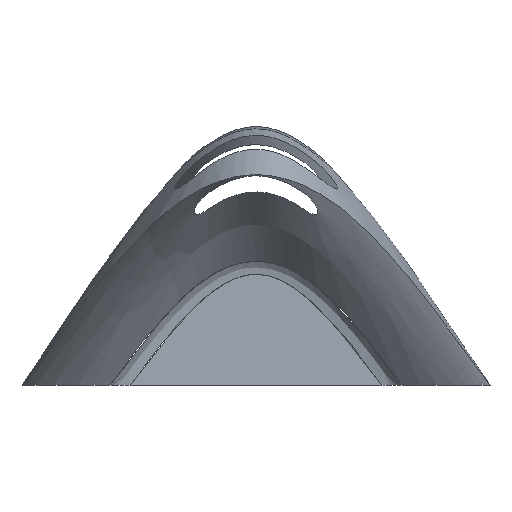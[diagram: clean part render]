
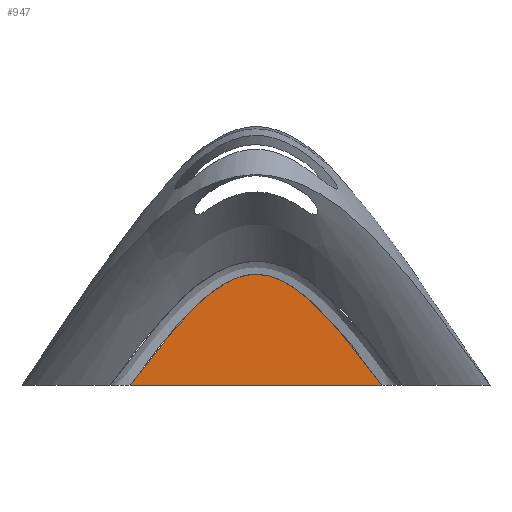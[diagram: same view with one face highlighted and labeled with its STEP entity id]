
A CAD part, left-side view. The second image highlights one B-rep face of the part: STEP entity #947.
In plain terms, the highlighted free-form (B-spline) face has degree [1, 1] with [2, 2] control points.
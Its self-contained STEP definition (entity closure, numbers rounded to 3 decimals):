
#947 = ADVANCED_FACE('',(#948),#1012,.T.);
#948 = FACE_BOUND('',#949,.T.);
#949 = EDGE_LOOP('',(#950,#959));
#950 = ORIENTED_EDGE('',*,*,#951,.T.);
#951 = EDGE_CURVE('',#952,#954,#956,.T.);
#952 = VERTEX_POINT('',#953);
#953 = CARTESIAN_POINT('',(156.881,-39.191,0.));
#954 = VERTEX_POINT('',#955);
#955 = CARTESIAN_POINT('',(156.881,39.191,0.));
#956 = B_SPLINE_CURVE_WITH_KNOTS('',1,(#957,#958),.UNSPECIFIED.,.F.,.F.,
  (2,2),(0.,91.431),.PIECEWISE_BEZIER_KNOTS.);
#957 = CARTESIAN_POINT('',(156.881,-39.191,0.));
#958 = CARTESIAN_POINT('',(156.881,39.191,0.));
#959 = ORIENTED_EDGE('',*,*,#960,.T.);
#960 = EDGE_CURVE('',#954,#952,#961,.T.);
#961 = B_SPLINE_CURVE_WITH_KNOTS('',3,(#962,#963,#964,#965,#966,#967,
    #968,#969,#970,#971,#972,#973,#974,#975,#976,#977,#978,#979,#980,
    #981,#982,#983,#984,#985,#986,#987,#988,#989,#990,#991,#992,#993,
    #994,#995,#996,#997,#998,#999,#1000,#1001,#1002,#1003,#1004,#1005,
    #1006,#1007,#1008,#1009,#1010,#1011),.UNSPECIFIED.,.F.,.F.,(4,2,2,2,
    2,2,2,2,2,2,2,2,2,2,2,2,2,2,2,2,2,2,2,2,4),(0.,0.016,
    0.024,0.031,0.039,
    0.043,0.047,0.051,
    0.055,0.057,0.059,
    0.061,0.063,0.067,
    0.071,0.073,0.075,
    0.079,0.083,0.085,
    0.087,0.094,0.102,0.11,
    0.126),.UNSPECIFIED.);
#962 = CARTESIAN_POINT('',(156.881,39.191,0.));
#963 = CARTESIAN_POINT('',(156.881,36.577,
    3.657));
#964 = CARTESIAN_POINT('',(156.881,33.909,
    7.273));
#965 = CARTESIAN_POINT('',(156.881,29.75,
    12.574));
#966 = CARTESIAN_POINT('',(156.881,28.337,
    14.32));
#967 = CARTESIAN_POINT('',(156.881,25.434,
    17.753));
#968 = CARTESIAN_POINT('',(156.881,23.945,
    19.438));
#969 = CARTESIAN_POINT('',(156.881,20.875,
    22.7));
#970 = CARTESIAN_POINT('',(156.881,19.292,
    24.279));
#971 = CARTESIAN_POINT('',(156.881,16.808,
    26.528));
#972 = CARTESIAN_POINT('',(156.881,15.961,
    27.258));
#973 = CARTESIAN_POINT('',(156.881,14.219,
    28.665));
#974 = CARTESIAN_POINT('',(156.881,13.324,
    29.342));
#975 = CARTESIAN_POINT('',(156.881,11.47,
    30.627));
#976 = CARTESIAN_POINT('',(156.881,10.506,
    31.237));
#977 = CARTESIAN_POINT('',(156.881,8.532,32.338
    ));
#978 = CARTESIAN_POINT('',(156.881,7.519,32.831
    ));
#979 = CARTESIAN_POINT('',(156.881,5.944,
    33.455));
#980 = CARTESIAN_POINT('',(156.881,5.411,
    33.644));
#981 = CARTESIAN_POINT('',(156.881,4.322,
    33.977));
#982 = CARTESIAN_POINT('',(156.881,3.77,34.119
    ));
#983 = CARTESIAN_POINT('',(156.881,2.662,34.348
    ));
#984 = CARTESIAN_POINT('',(156.881,2.104,
    34.435));
#985 = CARTESIAN_POINT('',(156.881,0.978,
    34.549));
#986 = CARTESIAN_POINT('',(156.881,0.409,
    34.575));
#987 = CARTESIAN_POINT('',(156.881,-1.301,
    34.557));
#988 = CARTESIAN_POINT('',(156.881,-2.412,
    34.416));
#989 = CARTESIAN_POINT('',(156.881,-4.592,
    33.928));
#990 = CARTESIAN_POINT('',(156.881,-5.659,
    33.581));
#991 = CARTESIAN_POINT('',(156.881,-7.233,
    32.936));
#992 = CARTESIAN_POINT('',(156.881,-7.749,
    32.701));
#993 = CARTESIAN_POINT('',(156.881,-8.759,32.204
    ));
#994 = CARTESIAN_POINT('',(156.881,-9.254,
    31.94));
#995 = CARTESIAN_POINT('',(156.881,-10.716,
    31.109));
#996 = CARTESIAN_POINT('',(156.881,-11.658,
    30.504));
#997 = CARTESIAN_POINT('',(156.881,-13.493,
    29.217));
#998 = CARTESIAN_POINT('',(156.881,-14.386,
    28.535));
#999 = CARTESIAN_POINT('',(156.881,-15.696,
    27.468));
#1000 = CARTESIAN_POINT('',(156.881,-16.128,
    27.104));
#1001 = CARTESIAN_POINT('',(156.881,-16.979,
    26.369));
#1002 = CARTESIAN_POINT('',(156.881,-17.398,
    25.996));
#1003 = CARTESIAN_POINT('',(156.881,-19.469,
    24.108));
#1004 = CARTESIAN_POINT('',(156.881,-21.043,
    22.528));
#1005 = CARTESIAN_POINT('',(156.881,-24.088,
    19.279));
#1006 = CARTESIAN_POINT('',(156.881,-25.559,
    17.609));
#1007 = CARTESIAN_POINT('',(156.881,-28.428,
    14.21));
#1008 = CARTESIAN_POINT('',(156.881,-29.826,
    12.479));
#1009 = CARTESIAN_POINT('',(156.881,-33.947,
    7.222));
#1010 = CARTESIAN_POINT('',(156.881,-36.594,
    3.633));
#1011 = CARTESIAN_POINT('',(156.881,-39.191,0.));
#1012 = B_SPLINE_SURFACE_WITH_KNOTS('',1,1,(
    (#1013,#1014)
    ,(#1015,#1016
    )),.UNSPECIFIED.,.F.,.F.,.F.,(2,2),(2,2),(0.549,
    91.98),(0.,40.338),.PIECEWISE_BEZIER_KNOTS.);
#1013 = CARTESIAN_POINT('',(156.881,-39.191,0.));
#1014 = CARTESIAN_POINT('',(156.881,-39.191,
    34.58));
#1015 = CARTESIAN_POINT('',(156.881,39.191,0.));
#1016 = CARTESIAN_POINT('',(156.881,39.191,
    34.58));
